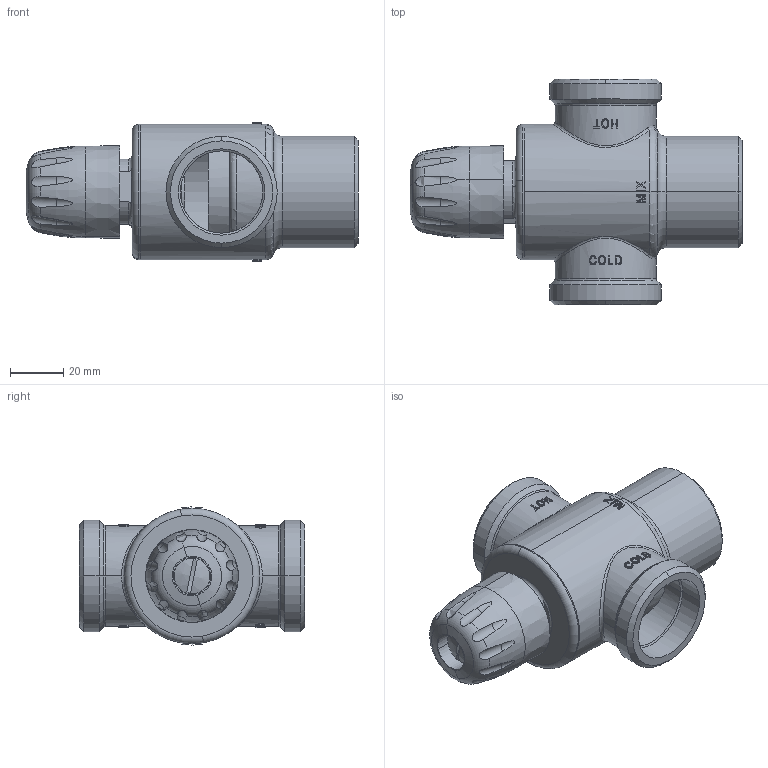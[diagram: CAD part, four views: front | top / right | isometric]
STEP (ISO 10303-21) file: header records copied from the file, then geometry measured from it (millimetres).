
FILE_DESCRIPTION (( 'STEP AP214' ), '1' );
FILE_NAME ('NovaMix High Capacity 005476a.STEP', '2023-05-16T13:04:56', ( '' ), ( '' ), 'SwSTEP 2.0', 'SolidWorks 2021', '' );
FILE_SCHEMA (( 'AUTOMOTIVE_DESIGN' ));
Length unit declared in the file: millimetre
Products named in the file (5): 005410_Standard; NovaMix High Capacity 005476a; 005982_Standard; 3-5002c_Standard; 4-4995b_Standard
Assembly tree (4 placements, depth 2):
  NovaMix High Capacity 005476a
    005982_Standard
    005410_Standard
    3-5002c_Standard
    4-4995b_Standard
Bounding box: 125 x 85 x 52 mm (x, y, z)
Volume: 82476 mm3; surface area: 55335.5 mm2
Topology: 4 solids, 4 shells, 462 faces, 1120 edges, 708 vertices
Faces by surface type: plane 140, cylinder 128, torus 87, bspline 56, cone 47, sphere 4
Entity records: 22003 total; most frequent: CARTESIAN_POINT 11924, ORIENTED_EDGE 2240, DIRECTION 1776, EDGE_CURVE 1120, AXIS2_PLACEMENT_3D 799, VERTEX_POINT 708, B_SPLINE_CURVE_WITH_KNOTS 556, EDGE_LOOP 514
